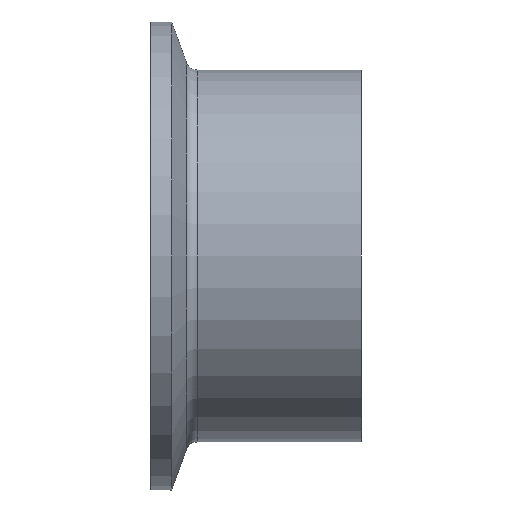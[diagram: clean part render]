
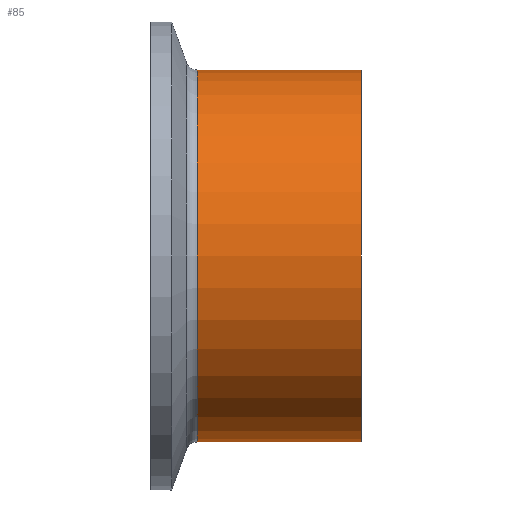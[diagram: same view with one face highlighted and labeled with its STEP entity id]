
A CAD part, left-side view. The second image highlights one B-rep face of the part: STEP entity #85.
In plain terms, the highlighted cylindrical face has radius 25.4 mm (diameter 50.8 mm), a partial arc.
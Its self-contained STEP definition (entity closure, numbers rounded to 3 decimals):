
#13 = ORIENTED_EDGE ( 'NONE', *, *, #696, .F. ) ;
#23 = EDGE_CURVE ( 'NONE', #651, #78, #698, .T. ) ;
#41 = CARTESIAN_POINT ( 'NONE',  ( -0.798, 0.368, 25.4 ) ) ;
#50 = CIRCLE ( 'NONE', #565, 25.4 ) ;
#78 = VERTEX_POINT ( 'NONE', #167 ) ;
#85 = ADVANCED_FACE ( 'NONE', ( #553 ), #626, .T. ) ;
#87 = CARTESIAN_POINT ( 'NONE',  ( -0.798, -5.988, 0. ) ) ;
#128 = EDGE_CURVE ( 'NONE', #628, #572, #406, .T. ) ;
#167 = CARTESIAN_POINT ( 'NONE',  ( -0.798, -5.988, 25.4 ) ) ;
#174 = CARTESIAN_POINT ( 'NONE',  ( -0.798, -28.332, 25.4 ) ) ;
#202 = EDGE_LOOP ( 'NONE', ( #566, #230, #316, #13 ) ) ;
#230 = ORIENTED_EDGE ( 'NONE', *, *, #457, .T. ) ;
#294 = VECTOR ( 'NONE', #642, 1000. ) ;
#308 = VECTOR ( 'NONE', #467, 1000. ) ;
#316 = ORIENTED_EDGE ( 'NONE', *, *, #23, .T. ) ;
#374 = DIRECTION ( 'NONE',  ( 0., 1., 0. ) ) ;
#388 = CARTESIAN_POINT ( 'NONE',  ( -0.798, -28.332, -25.4 ) ) ;
#400 = CIRCLE ( 'NONE', #437, 25.4 ) ;
#406 = LINE ( 'NONE', #420, #294 ) ;
#420 = CARTESIAN_POINT ( 'NONE',  ( -0.798, 0.368, -25.4 ) ) ;
#426 = CARTESIAN_POINT ( 'NONE',  ( -0.798, -28.332, 0. ) ) ;
#437 = AXIS2_PLACEMENT_3D ( 'NONE', #87, #676, #559 ) ;
#445 = CARTESIAN_POINT ( 'NONE',  ( -0.798, -5.988, -25.4 ) ) ;
#457 = EDGE_CURVE ( 'NONE', #628, #651, #50, .T. ) ;
#467 = DIRECTION ( 'NONE',  ( 0., 1., 0. ) ) ;
#474 = DIRECTION ( 'NONE',  ( 0., 1., 0. ) ) ;
#542 = CARTESIAN_POINT ( 'NONE',  ( -0.798, 0.368, 0. ) ) ;
#553 = FACE_OUTER_BOUND ( 'NONE', #202, .T. ) ;
#558 = AXIS2_PLACEMENT_3D ( 'NONE', #542, #474, #592 ) ;
#559 = DIRECTION ( 'NONE',  ( 0., 0., 1. ) ) ;
#565 = AXIS2_PLACEMENT_3D ( 'NONE', #426, #374, #601 ) ;
#566 = ORIENTED_EDGE ( 'NONE', *, *, #128, .F. ) ;
#572 = VERTEX_POINT ( 'NONE', #445 ) ;
#592 = DIRECTION ( 'NONE',  ( 0., 0., 1. ) ) ;
#601 = DIRECTION ( 'NONE',  ( 0., 0., 1. ) ) ;
#626 = CYLINDRICAL_SURFACE ( 'NONE', #558, 25.4 ) ;
#628 = VERTEX_POINT ( 'NONE', #388 ) ;
#642 = DIRECTION ( 'NONE',  ( 0., 1., 0. ) ) ;
#651 = VERTEX_POINT ( 'NONE', #174 ) ;
#676 = DIRECTION ( 'NONE',  ( 0., 1., 0. ) ) ;
#696 = EDGE_CURVE ( 'NONE', #572, #78, #400, .T. ) ;
#698 = LINE ( 'NONE', #41, #308 ) ;
